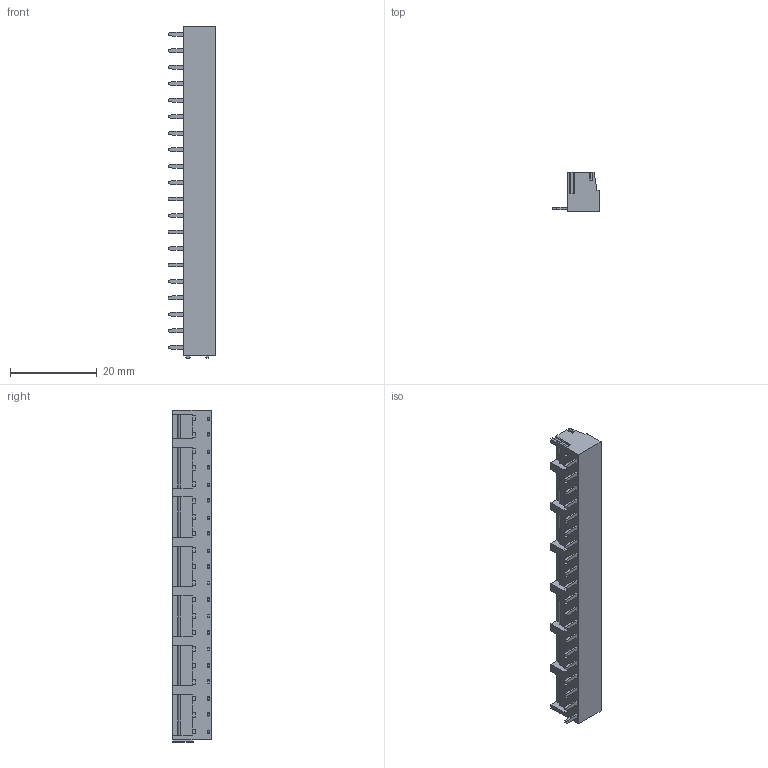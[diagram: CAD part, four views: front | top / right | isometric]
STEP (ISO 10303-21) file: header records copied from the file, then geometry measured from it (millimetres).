
FILE_DESCRIPTION((''),'2;1');
FILE_NAME('TL004R','2025-04-06T',('sj'),(''),'PRO/ENGINEER BY PARAMETRIC TECHNOLOGY CORPORATION, 2013240','PRO/ENGINEER BY PARAMETRIC TECHNOLOGY CORPORATION, 2013240','');
FILE_SCHEMA(('AUTOMOTIVE_DESIGN_CC2 { 1 2 10303 214 -1 1 5 2 }'));
Length unit declared in the file: millimetre
Products named in the file (1): TL004R
Bounding box: 10.9 x 9 x 76.75 mm (x, y, z)
Volume: 4101.4 mm3; surface area: 3656.3 mm2
Topology: 1 solids, 1 shells, 854 faces, 2096 edges, 1304 vertices
Faces by surface type: plane 559, cylinder 175, cone 120
Entity records: 24730 total; most frequent: DIRECTION 4274, CARTESIAN_POINT 4254, ORIENTED_EDGE 4192, EDGE_CURVE 2096, VECTOR 1626, LINE 1626, AXIS2_PLACEMENT_3D 1324, VERTEX_POINT 1304
